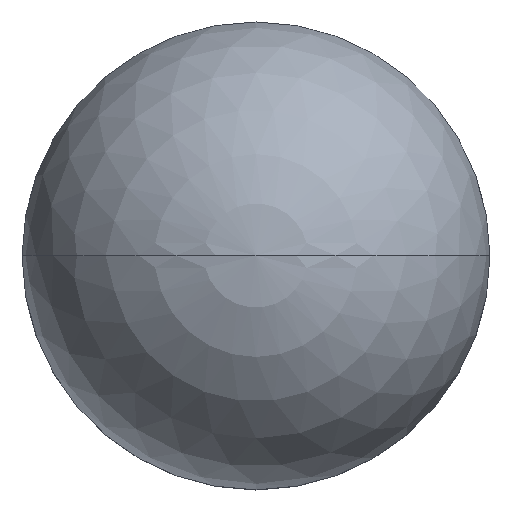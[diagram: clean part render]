
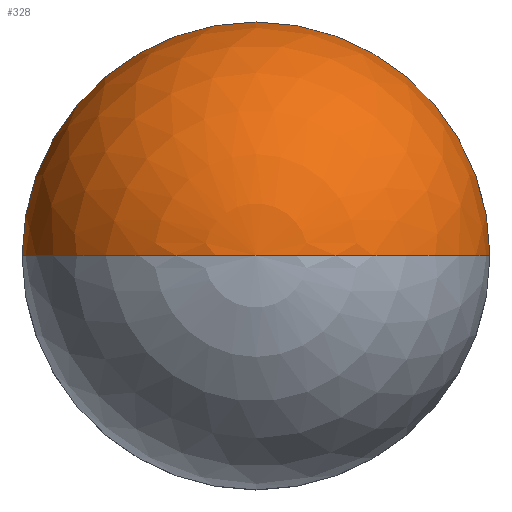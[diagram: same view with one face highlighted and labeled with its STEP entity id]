
A CAD part, top view. The second image highlights one B-rep face of the part: STEP entity #328.
In plain terms, the highlighted spherical face has radius 2.75 mm.
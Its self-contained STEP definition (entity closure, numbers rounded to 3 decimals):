
#294=CARTESIAN_POINT('',(0.0,0.,6.25));
#295=DIRECTION('',(0.0,0.0,1.0));
#296=DIRECTION('',(1.0,0.0,0.0));
#297=AXIS2_PLACEMENT_3D('',#294,#295,#296);
#298=SPHERICAL_SURFACE('',#297,2.75);
#299=CARTESIAN_POINT('',(0.0,0.,9.0));
#300=VERTEX_POINT('',#299);
#301=CARTESIAN_POINT('',(-2.75,0.,6.25));
#302=VERTEX_POINT('',#301);
#303=CARTESIAN_POINT('',(0.,0.,6.25));
#304=DIRECTION('',(0.0,-1.0,0.0));
#305=DIRECTION('',(0.0,0.0,1.0));
#306=AXIS2_PLACEMENT_3D('',#303,#304,#305);
#307=CIRCLE('',#306,2.75);
#308=EDGE_CURVE('',#300,#302,#307,.T.);
#309=ORIENTED_EDGE('',*,*,#308,.F.);
#310=CARTESIAN_POINT('',(2.75,0.,6.25));
#311=VERTEX_POINT('',#310);
#312=CARTESIAN_POINT('',(0.,0.,6.25));
#313=DIRECTION('',(0.0,-1.0,0.0));
#314=DIRECTION('',(0.0,0.0,1.0));
#315=AXIS2_PLACEMENT_3D('',#312,#313,#314);
#316=CIRCLE('',#315,2.75);
#317=EDGE_CURVE('',#311,#300,#316,.T.);
#318=ORIENTED_EDGE('',*,*,#317,.F.);
#319=CARTESIAN_POINT('',(0.0,0.,6.25));
#320=DIRECTION('',(0.0,0.0,1.0));
#321=DIRECTION('',(1.0,0.0,0.0));
#322=AXIS2_PLACEMENT_3D('',#319,#320,#321);
#323=CIRCLE('',#322,2.75);
#324=EDGE_CURVE('',#311,#302,#323,.T.);
#325=ORIENTED_EDGE('',*,*,#324,.T.);
#326=EDGE_LOOP('',(#309,#318,#325));
#327=FACE_OUTER_BOUND('',#326,.T.);
#328=ADVANCED_FACE('',(#327),#298,.T.);
